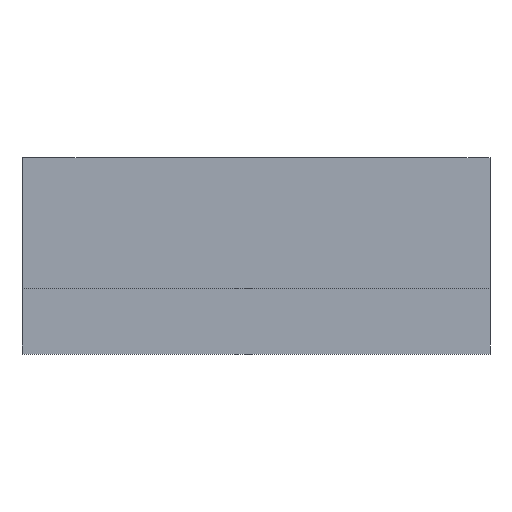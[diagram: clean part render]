
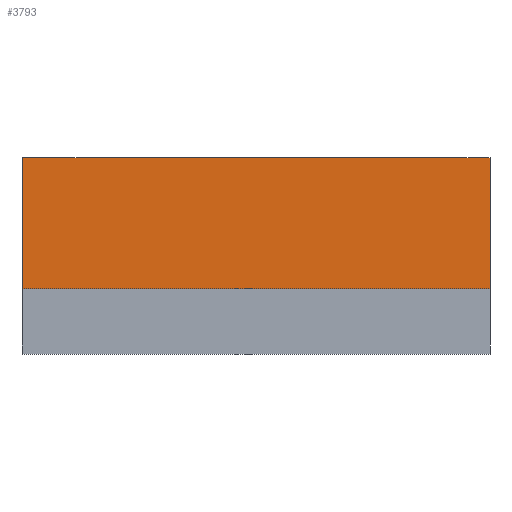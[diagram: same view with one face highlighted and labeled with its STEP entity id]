
A CAD part, front view. The second image highlights one B-rep face of the part: STEP entity #3793.
In plain terms, the highlighted planar face has unit normal (0, -1, 0).
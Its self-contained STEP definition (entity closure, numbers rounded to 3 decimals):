
#315=FACE_OUTER_BOUND('',#525,.T.);
#525=EDGE_LOOP('',(#3426,#3427,#3428,#3429));
#855=LINE('',#6016,#1292);
#875=LINE('',#6062,#1312);
#911=LINE('',#6177,#1348);
#1046=LINE('',#6458,#1483);
#1292=VECTOR('',#4667,10.);
#1312=VECTOR('',#4707,10.);
#1348=VECTOR('',#4829,10.);
#1483=VECTOR('',#5086,10.);
#1692=VERTEX_POINT('',#6013);
#1693=VERTEX_POINT('',#6015);
#1709=VERTEX_POINT('',#6060);
#1745=VERTEX_POINT('',#6176);
#2148=EDGE_CURVE('',#1693,#1692,#855,.T.);
#2172=EDGE_CURVE('',#1709,#1692,#875,.T.);
#2230=EDGE_CURVE('',#1745,#1693,#911,.T.);
#2369=EDGE_CURVE('',#1745,#1709,#1046,.T.);
#3426=ORIENTED_EDGE('',*,*,#2230,.T.);
#3427=ORIENTED_EDGE('',*,*,#2148,.T.);
#3428=ORIENTED_EDGE('',*,*,#2172,.F.);
#3429=ORIENTED_EDGE('',*,*,#2369,.F.);
#3594=PLANE('',#4096);
#3793=ADVANCED_FACE('',(#315),#3594,.T.);
#4096=AXIS2_PLACEMENT_3D('',#6457,#5084,#5085);
#4667=DIRECTION('',(0.,0.,-1.));
#4707=DIRECTION('',(-1.,0.,0.));
#4829=DIRECTION('',(-1.,0.,0.));
#5084=DIRECTION('center_axis',(0.,-1.,0.));
#5085=DIRECTION('ref_axis',(-1.,0.,0.));
#5086=DIRECTION('',(0.,0.,-1.));
#6013=CARTESIAN_POINT('',(-8.95,-11.6,0.9));
#6015=CARTESIAN_POINT('',(-8.95,-11.6,5.9));
#6016=CARTESIAN_POINT('',(-8.95,-11.6,5.9));
#6060=CARTESIAN_POINT('',(8.95,-11.6,0.9));
#6062=CARTESIAN_POINT('',(8.95,-11.6,0.9));
#6176=CARTESIAN_POINT('',(8.95,-11.6,5.9));
#6177=CARTESIAN_POINT('',(8.95,-11.6,5.9));
#6457=CARTESIAN_POINT('Origin',(8.95,-11.6,5.9));
#6458=CARTESIAN_POINT('',(8.95,-11.6,5.9));
